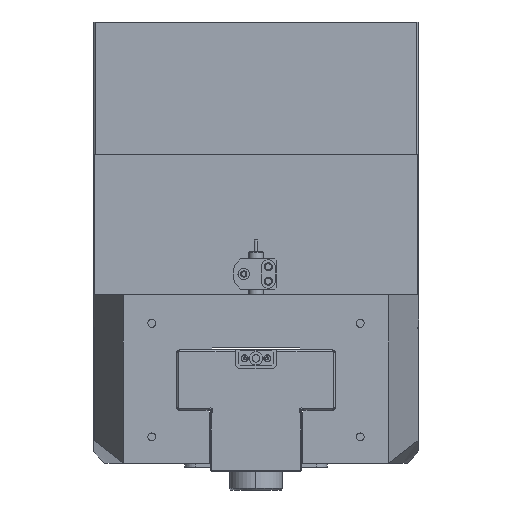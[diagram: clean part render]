
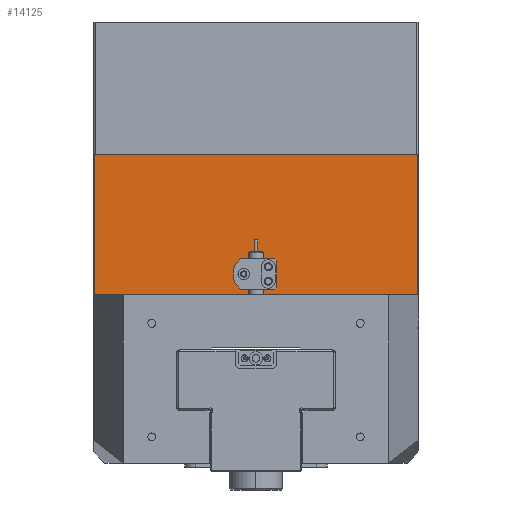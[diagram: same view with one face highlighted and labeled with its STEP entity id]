
A CAD part, left-side view. The second image highlights one B-rep face of the part: STEP entity #14125.
In plain terms, the highlighted planar face has unit normal (-1, 0, 0).
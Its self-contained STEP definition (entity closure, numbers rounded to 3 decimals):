
#122 = CARTESIAN_POINT ( 'NONE',  ( -166.809, -0.533, 428.6 ) ) ;
#196 = ORIENTED_EDGE ( 'NONE', *, *, #8336, .T. ) ;
#262 = DIRECTION ( 'NONE',  ( 0., 0., -1. ) ) ;
#1483 = VECTOR ( 'NONE', #10978, 1000. ) ;
#1996 = DIRECTION ( 'NONE',  ( 0., 0., -1. ) ) ;
#2919 = DIRECTION ( 'NONE',  ( 0., 1., 0. ) ) ;
#3023 = DIRECTION ( 'NONE',  ( 0., 0., -1. ) ) ;
#3690 = LINE ( 'NONE', #35443, #1483 ) ;
#4143 = FACE_BOUND ( 'NONE', #28138, .T. ) ;
#6119 = ORIENTED_EDGE ( 'NONE', *, *, #32026, .T. ) ;
#8336 = EDGE_CURVE ( 'NONE', #16730, #41179, #12304, .T. ) ;
#8508 = VERTEX_POINT ( 'NONE', #33151 ) ;
#8522 = FACE_BOUND ( 'NONE', #19474, .T. ) ;
#9776 = AXIS2_PLACEMENT_3D ( 'NONE', #39441, #32546, #18475 ) ;
#10509 = VERTEX_POINT ( 'NONE', #28197 ) ;
#10978 = DIRECTION ( 'NONE',  ( 0., 1., 0. ) ) ;
#12140 = CARTESIAN_POINT ( 'NONE',  ( -166.809, -79.033, 490. ) ) ;
#12187 = ORIENTED_EDGE ( 'NONE', *, *, #36761, .T. ) ;
#12304 = CIRCLE ( 'NONE', #21036, 2.15 ) ;
#14125 = ADVANCED_FACE ( 'NONE', ( #34276, #4143, #8522, #18894 ), #37948, .F. ) ;
#14760 = LINE ( 'NONE', #22363, #35626 ) ;
#14832 = ORIENTED_EDGE ( 'NONE', *, *, #42751, .T. ) ;
#14862 = ORIENTED_EDGE ( 'NONE', *, *, #21637, .T. ) ;
#15185 = DIRECTION ( 'NONE',  ( 0., 0., 1. ) ) ;
#15240 = CARTESIAN_POINT ( 'NONE',  ( -166.809, 12.467, 428.65 ) ) ;
#15384 = VERTEX_POINT ( 'NONE', #39180 ) ;
#16298 = DIRECTION ( 'NONE',  ( 1., 0., 0. ) ) ;
#16611 = CARTESIAN_POINT ( 'NONE',  ( -166.809, 12.467, 427. ) ) ;
#16730 = VERTEX_POINT ( 'NONE', #35474 ) ;
#17305 = DIRECTION ( 'NONE',  ( 1., 0., 0. ) ) ;
#18041 = EDGE_LOOP ( 'NONE', ( #18631, #12187, #45141, #25165 ) ) ;
#18475 = DIRECTION ( 'NONE',  ( 0., 0., -1. ) ) ;
#18631 = ORIENTED_EDGE ( 'NONE', *, *, #35266, .F. ) ;
#18894 = FACE_OUTER_BOUND ( 'NONE', #18041, .T. ) ;
#19474 = EDGE_LOOP ( 'NONE', ( #36867, #14862 ) ) ;
#19604 = CIRCLE ( 'NONE', #43709, 2.15 ) ;
#19605 = ORIENTED_EDGE ( 'NONE', *, *, #34979, .T. ) ;
#20110 = CARTESIAN_POINT ( 'NONE',  ( -166.809, -0.533, 430.75 ) ) ;
#20613 = CARTESIAN_POINT ( 'NONE',  ( -166.809, -0.533, 423.25 ) ) ;
#21036 = AXIS2_PLACEMENT_3D ( 'NONE', #27959, #38398, #38699 ) ;
#21637 = EDGE_CURVE ( 'NONE', #27666, #39213, #19604, .T. ) ;
#22004 = CIRCLE ( 'NONE', #9776, 1.65 ) ;
#22363 = CARTESIAN_POINT ( 'NONE',  ( -166.809, -79.033, 416. ) ) ;
#23230 = CARTESIAN_POINT ( 'NONE',  ( -166.809, 5.967, 490. ) ) ;
#25165 = ORIENTED_EDGE ( 'NONE', *, *, #33787, .T. ) ;
#26137 = CIRCLE ( 'NONE', #30826, 1.65 ) ;
#27230 = DIRECTION ( 'NONE',  ( 0., 0., -1. ) ) ;
#27508 = CARTESIAN_POINT ( 'NONE',  ( -166.809, -94.033, 416. ) ) ;
#27666 = VERTEX_POINT ( 'NONE', #41163 ) ;
#27803 = AXIS2_PLACEMENT_3D ( 'NONE', #20110, #16298, #34051 ) ;
#27959 = CARTESIAN_POINT ( 'NONE',  ( -166.809, -0.533, 430.75 ) ) ;
#28138 = EDGE_LOOP ( 'NONE', ( #196, #6119 ) ) ;
#28197 = CARTESIAN_POINT ( 'NONE',  ( -166.809, -79.033, 416. ) ) ;
#28208 = EDGE_CURVE ( 'NONE', #43789, #37843, #40417, .T. ) ;
#28715 = EDGE_LOOP ( 'NONE', ( #14832, #19605 ) ) ;
#30011 = VECTOR ( 'NONE', #2919, 1000. ) ;
#30115 = DIRECTION ( 'NONE',  ( 1., 0., 0. ) ) ;
#30534 = LINE ( 'NONE', #45341, #40942 ) ;
#30826 = AXIS2_PLACEMENT_3D ( 'NONE', #16611, #37750, #3023 ) ;
#31248 = CARTESIAN_POINT ( 'NONE',  ( -166.809, -0.533, 423.25 ) ) ;
#31519 = EDGE_CURVE ( 'NONE', #39213, #27666, #35101, .T. ) ;
#32026 = EDGE_CURVE ( 'NONE', #41179, #16730, #38902, .T. ) ;
#32546 = DIRECTION ( 'NONE',  ( 1., 0., 0. ) ) ;
#33151 = CARTESIAN_POINT ( 'NONE',  ( -166.809, 90.967, 416. ) ) ;
#33787 = EDGE_CURVE ( 'NONE', #37843, #8508, #30534, .T. ) ;
#34051 = DIRECTION ( 'NONE',  ( 0., 0., -1. ) ) ;
#34276 = FACE_BOUND ( 'NONE', #28715, .T. ) ;
#34979 = EDGE_CURVE ( 'NONE', #15384, #37638, #26137, .T. ) ;
#35101 = CIRCLE ( 'NONE', #38700, 2.15 ) ;
#35266 = EDGE_CURVE ( 'NONE', #10509, #8508, #3690, .T. ) ;
#35443 = CARTESIAN_POINT ( 'NONE',  ( -166.809, -94.033, 416. ) ) ;
#35474 = CARTESIAN_POINT ( 'NONE',  ( -166.809, -0.533, 432.9 ) ) ;
#35626 = VECTOR ( 'NONE', #15185, 1000. ) ;
#36761 = EDGE_CURVE ( 'NONE', #10509, #43789, #14760, .T. ) ;
#36867 = ORIENTED_EDGE ( 'NONE', *, *, #31519, .T. ) ;
#37638 = VERTEX_POINT ( 'NONE', #15240 ) ;
#37750 = DIRECTION ( 'NONE',  ( 1., 0., 0. ) ) ;
#37843 = VERTEX_POINT ( 'NONE', #40468 ) ;
#37948 = PLANE ( 'NONE',  #41369 ) ;
#38398 = DIRECTION ( 'NONE',  ( 1., 0., 0. ) ) ;
#38699 = DIRECTION ( 'NONE',  ( 0., 0., -1. ) ) ;
#38700 = AXIS2_PLACEMENT_3D ( 'NONE', #20613, #44924, #44618 ) ;
#38902 = CIRCLE ( 'NONE', #27803, 2.15 ) ;
#39180 = CARTESIAN_POINT ( 'NONE',  ( -166.809, 12.467, 425.35 ) ) ;
#39213 = VERTEX_POINT ( 'NONE', #41393 ) ;
#39441 = CARTESIAN_POINT ( 'NONE',  ( -166.809, 12.467, 427. ) ) ;
#40417 = LINE ( 'NONE', #23230, #30011 ) ;
#40468 = CARTESIAN_POINT ( 'NONE',  ( -166.809, 90.967, 490. ) ) ;
#40942 = VECTOR ( 'NONE', #262, 1000. ) ;
#41163 = CARTESIAN_POINT ( 'NONE',  ( -166.809, -0.533, 421.1 ) ) ;
#41179 = VERTEX_POINT ( 'NONE', #122 ) ;
#41369 = AXIS2_PLACEMENT_3D ( 'NONE', #27508, #30115, #1996 ) ;
#41393 = CARTESIAN_POINT ( 'NONE',  ( -166.809, -0.533, 425.4 ) ) ;
#42751 = EDGE_CURVE ( 'NONE', #37638, #15384, #22004, .T. ) ;
#43709 = AXIS2_PLACEMENT_3D ( 'NONE', #31248, #17305, #27230 ) ;
#43789 = VERTEX_POINT ( 'NONE', #12140 ) ;
#44618 = DIRECTION ( 'NONE',  ( 0., 0., -1. ) ) ;
#44924 = DIRECTION ( 'NONE',  ( 1., 0., 0. ) ) ;
#45141 = ORIENTED_EDGE ( 'NONE', *, *, #28208, .T. ) ;
#45341 = CARTESIAN_POINT ( 'NONE',  ( -166.809, 90.967, 416. ) ) ;
